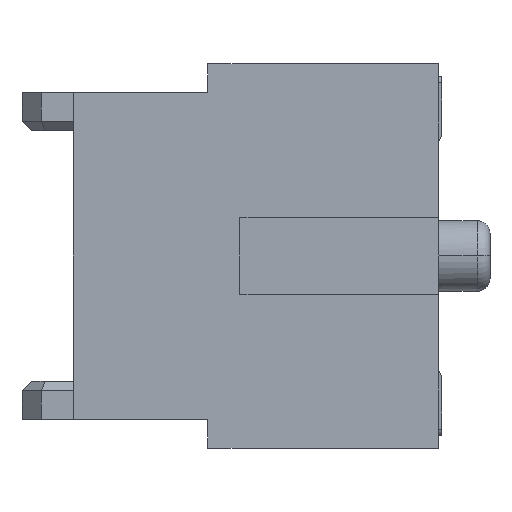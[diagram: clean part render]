
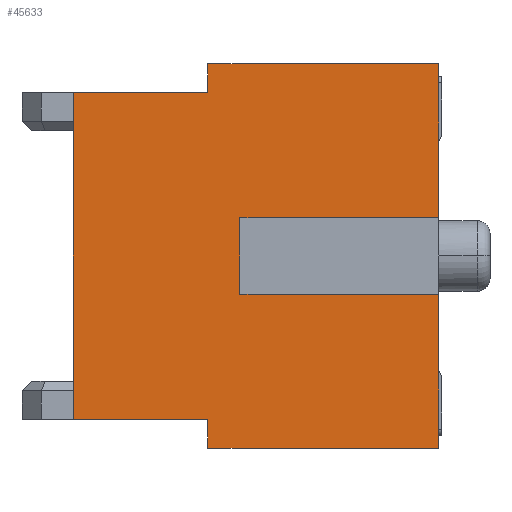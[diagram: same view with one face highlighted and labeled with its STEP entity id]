
A CAD part, left-side view. The second image highlights one B-rep face of the part: STEP entity #45633.
In plain terms, the highlighted planar face has unit normal (-1, 0, 0).
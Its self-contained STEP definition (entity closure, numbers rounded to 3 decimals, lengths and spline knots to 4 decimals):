
#1707=DIRECTION('',(0.,0.,-1.));
#1708=VECTOR('',#1707,5.1);
#1709=CARTESIAN_POINT('',(0.,5.7,-0.45));
#1710=LINE('',#1709,#1708);
#1803=DIRECTION('',(0.,-1.,0.));
#1804=VECTOR('',#1803,2.1);
#1805=CARTESIAN_POINT('',(0.,5.7,-5.55));
#1806=LINE('',#1805,#1804);
#2197=DIRECTION('',(0.,0.,-1.));
#2198=VECTOR('',#2197,0.45);
#2199=CARTESIAN_POINT('',(0.,3.6,-5.55));
#2200=LINE('',#2199,#2198);
#2205=DIRECTION('',(0.,0.,-1.));
#2206=VECTOR('',#2205,2.4);
#2207=CARTESIAN_POINT('',(0.,0.,-3.6));
#2208=LINE('',#2207,#2206);
#2209=DIRECTION('',(0.,0.,1.));
#2210=VECTOR('',#2209,0.45);
#2211=CARTESIAN_POINT('',(0.,3.6,-0.45));
#2212=LINE('',#2211,#2210);
#2213=DIRECTION('',(0.,-1.,0.));
#2214=VECTOR('',#2213,3.6);
#2215=CARTESIAN_POINT('',(0.,3.6,0.));
#2216=LINE('',#2215,#2214);
#2217=DIRECTION('',(0.,0.,-1.));
#2218=VECTOR('',#2217,2.4);
#2219=CARTESIAN_POINT('',(0.,0.,0.));
#2220=LINE('',#2219,#2218);
#2221=DIRECTION('',(0.,0.,1.));
#2222=VECTOR('',#2221,1.2);
#2223=CARTESIAN_POINT('',(0.,3.1,-3.6));
#2224=LINE('',#2223,#2222);
#2233=DIRECTION('',(0.,-1.,0.));
#2234=VECTOR('',#2233,3.1);
#2235=CARTESIAN_POINT('',(0.,3.1,-2.4));
#2236=LINE('',#2235,#2234);
#2253=DIRECTION('',(0.,1.,0.));
#2254=VECTOR('',#2253,3.1);
#2255=CARTESIAN_POINT('',(0.,0.,-3.6));
#2256=LINE('',#2255,#2254);
#2265=DIRECTION('',(0.,-1.,0.));
#2266=VECTOR('',#2265,3.6);
#2267=CARTESIAN_POINT('',(0.,3.6,-6.));
#2268=LINE('',#2267,#2266);
#2301=DIRECTION('',(0.,1.,0.));
#2302=VECTOR('',#2301,2.1);
#2303=CARTESIAN_POINT('',(0.,3.6,-0.45));
#2304=LINE('',#2303,#2302);
#32685=CARTESIAN_POINT('',(0.,0.,-6.));
#32687=VERTEX_POINT('',#32685);
#32689=CARTESIAN_POINT('',(0.,0.,-3.6));
#32690=VERTEX_POINT('',#32689);
#32695=CARTESIAN_POINT('',(0.,0.,0.));
#32696=CARTESIAN_POINT('',(0.,0.,-2.4));
#32697=VERTEX_POINT('',#32695);
#32698=VERTEX_POINT('',#32696);
#32877=CARTESIAN_POINT('',(0.,3.6,0.));
#32878=VERTEX_POINT('',#32877);
#32879=CARTESIAN_POINT('',(0.,3.1,-3.6));
#32880=CARTESIAN_POINT('',(0.,3.1,-2.4));
#32881=VERTEX_POINT('',#32879);
#32882=VERTEX_POINT('',#32880);
#32883=CARTESIAN_POINT('',(0.,3.6,-6.));
#32884=VERTEX_POINT('',#32883);
#32885=CARTESIAN_POINT('',(0.,3.6,-5.55));
#32886=VERTEX_POINT('',#32885);
#32887=CARTESIAN_POINT('',(0.,3.6,-0.45));
#32888=CARTESIAN_POINT('',(0.,5.7,-0.45));
#32889=VERTEX_POINT('',#32887);
#32890=VERTEX_POINT('',#32888);
#33015=CARTESIAN_POINT('',(0.,5.7,-5.55));
#33016=VERTEX_POINT('',#33015);
#45607=CARTESIAN_POINT('',(0.,2.85,-3.));
#45608=DIRECTION('',(1.,0.,0.));
#45609=DIRECTION('',(0.,0.,1.));
#45610=AXIS2_PLACEMENT_3D('',#45607,#45608,#45609);
#45611=PLANE('',#45610);
#45613=ORIENTED_EDGE('',*,*,#45612,.F.);
#45615=ORIENTED_EDGE('',*,*,#45614,.F.);
#45616=ORIENTED_EDGE('',*,*,#42968,.T.);
#45618=ORIENTED_EDGE('',*,*,#45617,.F.);
#45619=ORIENTED_EDGE('',*,*,#45600,.F.);
#45620=ORIENTED_EDGE('',*,*,#44971,.F.);
#45621=ORIENTED_EDGE('',*,*,#44823,.F.);
#45623=ORIENTED_EDGE('',*,*,#45622,.F.);
#45625=ORIENTED_EDGE('',*,*,#45624,.T.);
#45627=ORIENTED_EDGE('',*,*,#45626,.T.);
#45628=ORIENTED_EDGE('',*,*,#42976,.T.);
#45630=ORIENTED_EDGE('',*,*,#45629,.F.);
#45631=EDGE_LOOP('',(#45613,#45615,#45616,#45618,#45619,#45620,#45621,#45623,
#45625,#45627,#45628,#45630));
#45632=FACE_OUTER_BOUND('',#45631,.F.);
#45633=ADVANCED_FACE('',(#45632),#45611,.F.);
#42968=EDGE_CURVE('',#32690,#32687,#2208,.T.);
#42976=EDGE_CURVE('',#32697,#32698,#2220,.T.);
#44823=EDGE_CURVE('',#32890,#33016,#1710,.T.);
#44971=EDGE_CURVE('',#33016,#32886,#1806,.T.);
#45600=EDGE_CURVE('',#32886,#32884,#2200,.T.);
#45612=EDGE_CURVE('',#32881,#32882,#2224,.T.);
#45614=EDGE_CURVE('',#32690,#32881,#2256,.T.);
#45617=EDGE_CURVE('',#32884,#32687,#2268,.T.);
#45622=EDGE_CURVE('',#32889,#32890,#2304,.T.);
#45624=EDGE_CURVE('',#32889,#32878,#2212,.T.);
#45626=EDGE_CURVE('',#32878,#32697,#2216,.T.);
#45629=EDGE_CURVE('',#32882,#32698,#2236,.T.);
